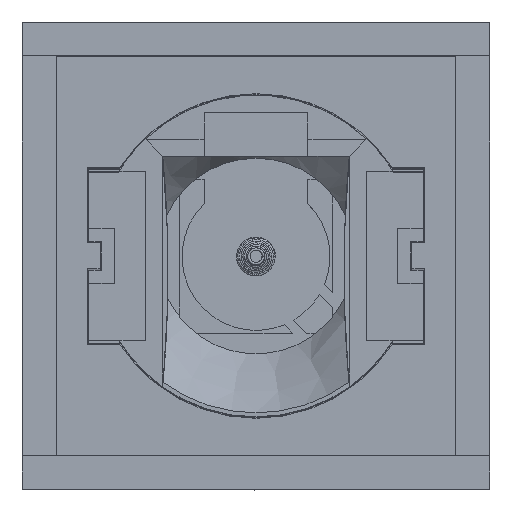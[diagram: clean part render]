
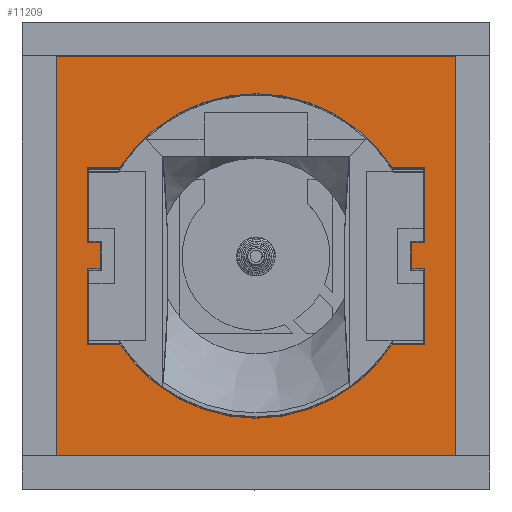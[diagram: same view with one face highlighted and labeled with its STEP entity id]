
A CAD part, top view. The second image highlights one B-rep face of the part: STEP entity #11209.
In plain terms, the highlighted planar face has unit normal (0, 0, 1).
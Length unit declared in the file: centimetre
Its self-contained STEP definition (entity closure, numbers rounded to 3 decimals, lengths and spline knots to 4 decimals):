
#226=FACE_BOUND('',#1078,.T.);
#465=FACE_OUTER_BOUND('',#1077,.T.);
#1077=EDGE_LOOP('',(#7741,#7742,#7743,#7744));
#1078=EDGE_LOOP('',(#7745,#7746,#7747,#7748,#7749,#7750,#7751,#7752,#7753,
#7754,#7755,#7756,#7757,#7758,#7759,#7760));
#1652=LINE('',#15811,#2877);
#1821=LINE('',#16204,#3046);
#1823=LINE('',#16208,#3048);
#1825=LINE('',#16212,#3050);
#1827=LINE('',#16216,#3052);
#1829=LINE('',#16220,#3054);
#1831=LINE('',#16224,#3056);
#1833=LINE('',#16228,#3058);
#1836=LINE('',#16236,#3061);
#1838=LINE('',#16240,#3063);
#1840=LINE('',#16244,#3065);
#1842=LINE('',#16248,#3067);
#1844=LINE('',#16252,#3069);
#1846=LINE('',#16256,#3071);
#1848=LINE('',#16259,#3073);
#1849=LINE('',#16263,#3074);
#1853=LINE('',#16269,#3078);
#1854=LINE('',#16271,#3079);
#2877=VECTOR('',#12726,1.);
#3046=VECTOR('',#13077,1.);
#3048=VECTOR('',#13081,1.);
#3050=VECTOR('',#13085,1.);
#3052=VECTOR('',#13089,1.);
#3054=VECTOR('',#13093,1.);
#3056=VECTOR('',#13097,1.);
#3058=VECTOR('',#13101,1.);
#3061=VECTOR('',#13110,1.);
#3063=VECTOR('',#13114,1.);
#3065=VECTOR('',#13118,1.);
#3067=VECTOR('',#13122,1.);
#3069=VECTOR('',#13126,1.);
#3071=VECTOR('',#13130,1.);
#3073=VECTOR('',#13134,1.);
#3074=VECTOR('',#13139,1.);
#3078=VECTOR('',#13145,1.);
#3079=VECTOR('',#13148,1.);
#4105=CIRCLE('',#11844,0.625);
#4106=CIRCLE('',#11853,0.625);
#4439=VERTEX_POINT('',#15808);
#4440=VERTEX_POINT('',#15810);
#4571=VERTEX_POINT('',#16197);
#4572=VERTEX_POINT('',#16199);
#4573=VERTEX_POINT('',#16203);
#4574=VERTEX_POINT('',#16207);
#4575=VERTEX_POINT('',#16211);
#4576=VERTEX_POINT('',#16215);
#4577=VERTEX_POINT('',#16219);
#4578=VERTEX_POINT('',#16223);
#4579=VERTEX_POINT('',#16227);
#4580=VERTEX_POINT('',#16231);
#4581=VERTEX_POINT('',#16235);
#4582=VERTEX_POINT('',#16239);
#4583=VERTEX_POINT('',#16243);
#4584=VERTEX_POINT('',#16247);
#4585=VERTEX_POINT('',#16251);
#4586=VERTEX_POINT('',#16255);
#4587=VERTEX_POINT('',#16262);
#4588=VERTEX_POINT('',#16267);
#5577=EDGE_CURVE('',#4440,#4439,#1652,.T.);
#5769=EDGE_CURVE('',#4572,#4571,#4105,.T.);
#5771=EDGE_CURVE('',#4573,#4572,#1821,.T.);
#5773=EDGE_CURVE('',#4574,#4573,#1823,.T.);
#5775=EDGE_CURVE('',#4575,#4574,#1825,.T.);
#5777=EDGE_CURVE('',#4576,#4575,#1827,.T.);
#5779=EDGE_CURVE('',#4577,#4576,#1829,.T.);
#5781=EDGE_CURVE('',#4578,#4577,#1831,.T.);
#5783=EDGE_CURVE('',#4579,#4578,#1833,.T.);
#5785=EDGE_CURVE('',#4580,#4579,#4106,.T.);
#5787=EDGE_CURVE('',#4581,#4580,#1836,.T.);
#5789=EDGE_CURVE('',#4582,#4581,#1838,.T.);
#5791=EDGE_CURVE('',#4583,#4582,#1840,.T.);
#5793=EDGE_CURVE('',#4584,#4583,#1842,.T.);
#5795=EDGE_CURVE('',#4585,#4584,#1844,.T.);
#5797=EDGE_CURVE('',#4586,#4585,#1846,.T.);
#5799=EDGE_CURVE('',#4571,#4586,#1848,.T.);
#5800=EDGE_CURVE('',#4439,#4587,#1849,.T.);
#5804=EDGE_CURVE('',#4587,#4588,#1853,.T.);
#5805=EDGE_CURVE('',#4588,#4440,#1854,.T.);
#7741=ORIENTED_EDGE('',*,*,#5800,.T.);
#7742=ORIENTED_EDGE('',*,*,#5804,.T.);
#7743=ORIENTED_EDGE('',*,*,#5805,.T.);
#7744=ORIENTED_EDGE('',*,*,#5577,.T.);
#7745=ORIENTED_EDGE('',*,*,#5769,.T.);
#7746=ORIENTED_EDGE('',*,*,#5799,.T.);
#7747=ORIENTED_EDGE('',*,*,#5797,.T.);
#7748=ORIENTED_EDGE('',*,*,#5795,.T.);
#7749=ORIENTED_EDGE('',*,*,#5793,.T.);
#7750=ORIENTED_EDGE('',*,*,#5791,.T.);
#7751=ORIENTED_EDGE('',*,*,#5789,.T.);
#7752=ORIENTED_EDGE('',*,*,#5787,.T.);
#7753=ORIENTED_EDGE('',*,*,#5785,.T.);
#7754=ORIENTED_EDGE('',*,*,#5783,.T.);
#7755=ORIENTED_EDGE('',*,*,#5781,.T.);
#7756=ORIENTED_EDGE('',*,*,#5779,.T.);
#7757=ORIENTED_EDGE('',*,*,#5777,.T.);
#7758=ORIENTED_EDGE('',*,*,#5775,.T.);
#7759=ORIENTED_EDGE('',*,*,#5773,.T.);
#7760=ORIENTED_EDGE('',*,*,#5771,.T.);
#10753=PLANE('',#11865);
#11209=ADVANCED_FACE('',(#465,#226),#10753,.T.);
#11844=AXIS2_PLACEMENT_3D('',#16200,#13072,#13073);
#11853=AXIS2_PLACEMENT_3D('',#16232,#13105,#13106);
#11865=AXIS2_PLACEMENT_3D('',#16275,#13151,#13152);
#12726=DIRECTION('',(0.,-1.,0.));
#13072=DIRECTION('center_axis',(0.,0.,
-1.));
#13073=DIRECTION('ref_axis',(-0.839,-0.544,0.));
#13077=DIRECTION('',(-1.,0.,0.));
#13081=DIRECTION('',(0.,-1.,0.));
#13085=DIRECTION('',(1.,0.,0.));
#13089=DIRECTION('',(0.,-1.,0.));
#13093=DIRECTION('',(-1.,0.,0.));
#13097=DIRECTION('',(0.,-1.,0.));
#13101=DIRECTION('',(1.,0.,0.));
#13105=DIRECTION('center_axis',(0.,0.,
-1.));
#13106=DIRECTION('ref_axis',(0.839,0.544,0.));
#13110=DIRECTION('',(1.,0.,0.));
#13114=DIRECTION('',(0.,1.,0.));
#13118=DIRECTION('',(-1.,0.,0.));
#13122=DIRECTION('',(0.,1.,0.));
#13126=DIRECTION('',(1.,0.,0.));
#13130=DIRECTION('',(0.,1.,0.));
#13134=DIRECTION('',(-1.,0.,0.));
#13139=DIRECTION('',(1.,0.,0.));
#13145=DIRECTION('',(0.,1.,0.));
#13148=DIRECTION('',(-1.,0.,0.));
#13151=DIRECTION('center_axis',(0.,0.,
1.));
#13152=DIRECTION('ref_axis',(1.,0.,0.));
#15808=CARTESIAN_POINT('',(-0.77,-0.77,1.76));
#15810=CARTESIAN_POINT('',(-0.77,0.77,1.76));
#15811=CARTESIAN_POINT('',(-0.77,0.77,1.76));
#16197=CARTESIAN_POINT('',(-0.5244,-0.34,1.76));
#16199=CARTESIAN_POINT('',(0.5244,-0.34,1.76));
#16200=CARTESIAN_POINT('Origin',(0.,0.,
1.76));
#16203=CARTESIAN_POINT('',(0.65,-0.34,1.76));
#16204=CARTESIAN_POINT('',(0.2622,-0.34,1.76));
#16207=CARTESIAN_POINT('',(0.65,-0.05,1.76));
#16208=CARTESIAN_POINT('',(0.65,-0.17,1.76));
#16211=CARTESIAN_POINT('',(0.6,-0.05,1.76));
#16212=CARTESIAN_POINT('',(0.325,-0.05,1.76));
#16215=CARTESIAN_POINT('',(0.6,0.05,1.76));
#16216=CARTESIAN_POINT('',(0.6,-0.025,1.76));
#16219=CARTESIAN_POINT('',(0.65,0.05,1.76));
#16220=CARTESIAN_POINT('',(0.3,0.05,1.76));
#16223=CARTESIAN_POINT('',(0.65,0.34,1.76));
#16224=CARTESIAN_POINT('',(0.65,0.025,1.76));
#16227=CARTESIAN_POINT('',(0.5244,0.34,1.76));
#16228=CARTESIAN_POINT('',(0.325,0.34,1.76));
#16231=CARTESIAN_POINT('',(-0.5244,0.34,1.76));
#16232=CARTESIAN_POINT('Origin',(0.,0.,
1.76));
#16235=CARTESIAN_POINT('',(-0.65,0.34,1.76));
#16236=CARTESIAN_POINT('',(-0.2622,0.34,1.76));
#16239=CARTESIAN_POINT('',(-0.65,0.05,1.76));
#16240=CARTESIAN_POINT('',(-0.65,0.17,1.76));
#16243=CARTESIAN_POINT('',(-0.6,0.05,1.76));
#16244=CARTESIAN_POINT('',(-0.325,0.05,1.76));
#16247=CARTESIAN_POINT('',(-0.6,-0.05,1.76));
#16248=CARTESIAN_POINT('',(-0.6,0.025,1.76));
#16251=CARTESIAN_POINT('',(-0.65,-0.05,1.76));
#16252=CARTESIAN_POINT('',(-0.3,-0.05,1.76));
#16255=CARTESIAN_POINT('',(-0.65,-0.34,1.76));
#16256=CARTESIAN_POINT('',(-0.65,-0.025,1.76));
#16259=CARTESIAN_POINT('',(-0.325,-0.34,1.76));
#16262=CARTESIAN_POINT('',(0.77,-0.77,1.76));
#16263=CARTESIAN_POINT('',(-0.77,-0.77,1.76));
#16267=CARTESIAN_POINT('',(0.77,0.77,1.76));
#16269=CARTESIAN_POINT('',(0.77,-0.77,1.76));
#16271=CARTESIAN_POINT('',(0.77,0.77,1.76));
#16275=CARTESIAN_POINT('Origin',(0.,0.,
1.76));
